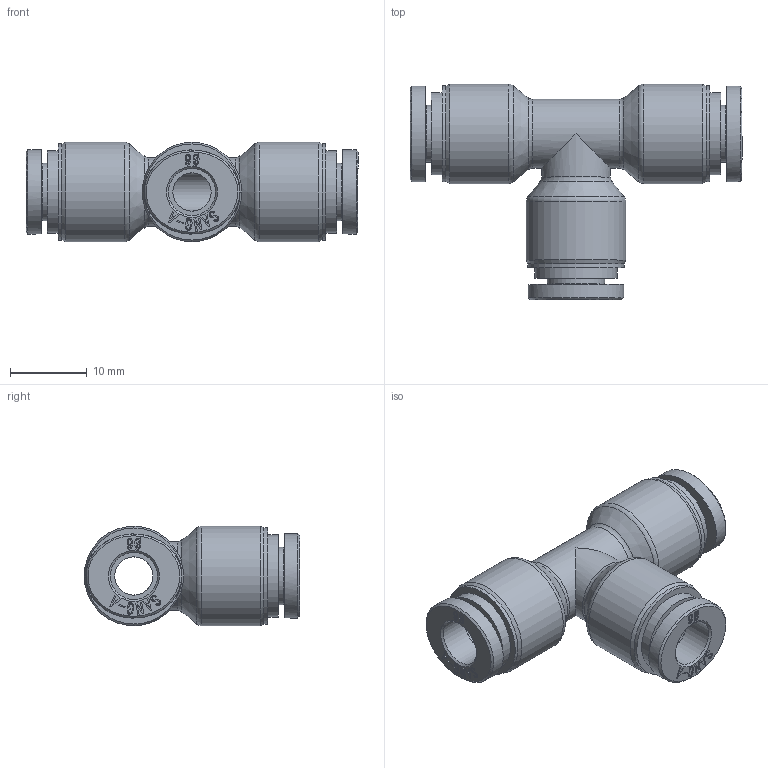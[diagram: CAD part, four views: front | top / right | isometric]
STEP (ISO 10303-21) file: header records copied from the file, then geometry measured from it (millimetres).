
FILE_DESCRIPTION((''),'2;1');
FILE_NAME('F-PUT 06.stp','2020-11-24T17:08:34',('Administrator'),(''),'Autodesk Inventor 2013','Autodesk Inventor 2013','');
FILE_SCHEMA(('CONFIG_CONTROL_DESIGN'));
Length unit declared in the file: millimetre
Products named in the file (3): 조립품6; F-PUT 06 BODY; F-SLEEVE 06(SUS)
Assembly tree (4 placements, depth 2):
  조립품6
    F-PUT 06 BODY
    F-SLEEVE 06(SUS)  x3
Bounding box: 43.4 x 28.2 x 13 mm (x, y, z)
Volume: 4566.8 mm3; surface area: 4416.1 mm2
Topology: 4 solids, 4 shells, 514 faces, 1356 edges, 899 vertices
Faces by surface type: plane 240, bspline 234, cylinder 22, cone 12, torus 6
Full cylindrical faces by diameter (mm): 5 x2, 6.15 x3, 6.2 x3, 7.5 x3, 9 x2, 10.75 x3, 12.55 x3, 13 x3
Entity records: 5860 total; most frequent: CARTESIAN_POINT 1733, ORIENTED_EDGE 914, DIRECTION 588, EDGE_CURVE 457, VERTEX_POINT 319, VECTOR 260, LINE 260, EDGE_LOOP 248
